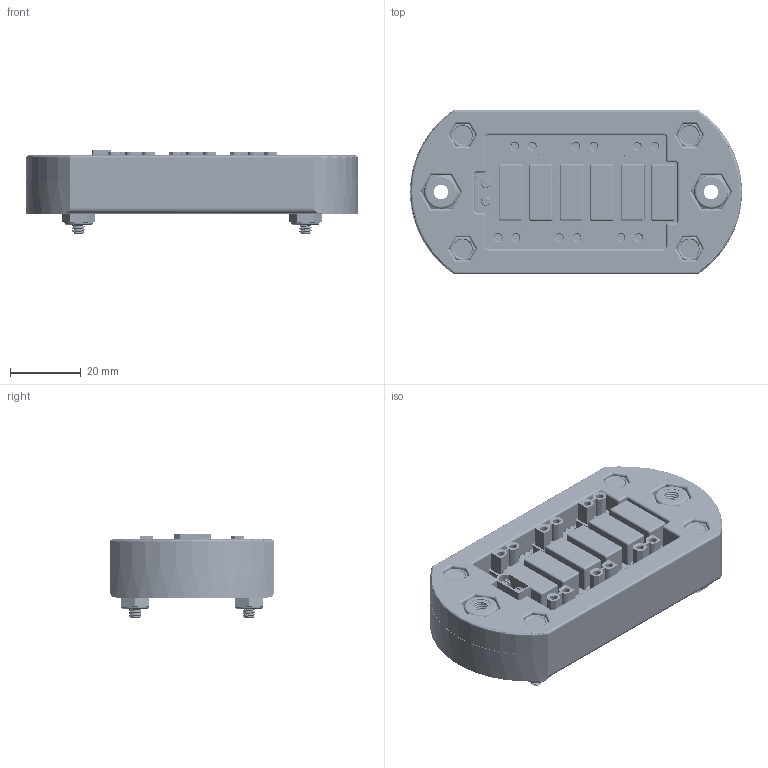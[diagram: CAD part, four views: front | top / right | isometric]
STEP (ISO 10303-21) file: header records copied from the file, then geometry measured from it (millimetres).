
FILE_DESCRIPTION (( 'STEP AP214' ), '1' );
FILE_NAME ('am-4539 AndyMark XT30 Fuse Block.STEP', '2021-09-10T20:57:24', ( '' ), ( '' ), 'SwSTEP 2.0', 'SolidWorks 2021', '' );
FILE_SCHEMA (( 'AUTOMOTIVE_DESIGN' ));
Length unit declared in the file: inch
Products named in the file (11): 6-32 Nylock Jam Nut_90633A007; XT30_F; ip-3699a_bottom; Keystone_Fuse_Holder_with_30A_breaker; am-4539 AndyMark XT30 Fuse Block; ip-4539_top; 6-32 x 0750 HHCS_93075A151; Board_AndyMarkam-4539_FuseBlockXT30_Straight; ip-4539 XT30 Fuse Block Populated Board; xt30upb-m; 10-32 nylock thin nut - Mcm 90633A009_90633A009
Assembly tree (27 placements, depth 3):
  am-4539 AndyMark XT30 Fuse Block
    ip-4539 XT30 Fuse Block Populated Board
      Board_AndyMarkam-4539_FuseBlockXT30_Straight
      Keystone_Fuse_Holder_with_30A_breaker  x6
      xt30upb-m
      XT30_F  x6
    ip-4539_top
    ip-3699a_bottom
    10-32 nylock thin nut - Mcm 90633A009_90633A009  x2
    6-32 x 0750 HHCS_93075A151  x4
    6-32 Nylock Jam Nut_90633A007  x4
Bounding box: 93.64 x 46.35 x 23.82 mm (x, y, z)
Volume: 47457 mm3; surface area: 38870 mm2
Topology: 35 solids, 40 shells, 3491 faces, 9363 edges, 6036 vertices
Faces by surface type: plane 1791, cylinder 1260, cone 286, torus 78, bspline 72, sphere 4
Entity records: 110568 total; most frequent: CARTESIAN_POINT 21753, ORIENTED_EDGE 13314, DIRECTION 12662, EDGE_CURVE 6659, LINE 4596, VECTOR 4596, VERTEX_POINT 4345, AXIS2_PLACEMENT_3D 4033
